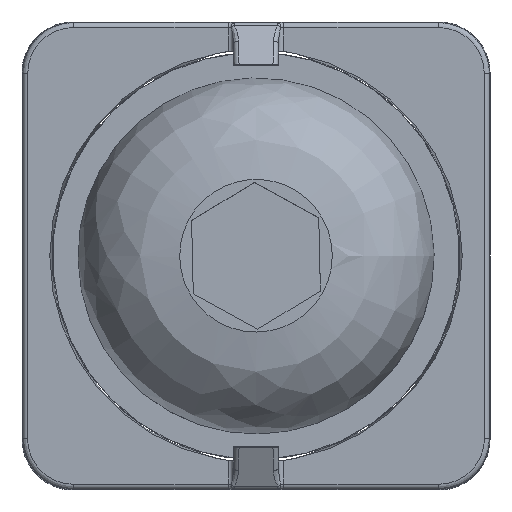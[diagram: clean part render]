
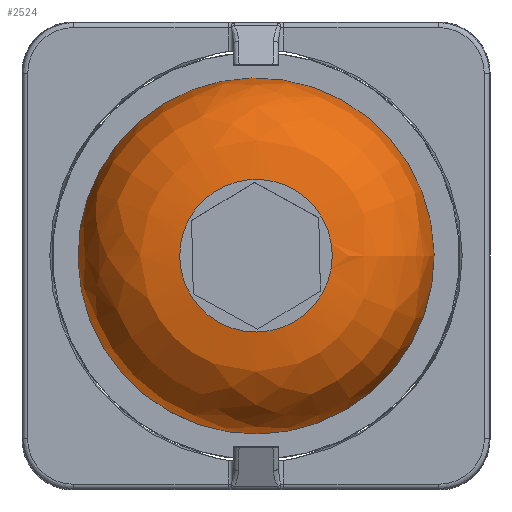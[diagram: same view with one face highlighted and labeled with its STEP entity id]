
A CAD part, top view. The second image highlights one B-rep face of the part: STEP entity #2524.
In plain terms, the highlighted free-form (B-spline) face has degree [2, 2] with [5, 9] control points.
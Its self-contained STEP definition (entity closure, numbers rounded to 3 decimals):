
#238=(
BOUNDED_SURFACE()
B_SPLINE_SURFACE(2,2,((#3758,#3759,#3760,#3761,#3762,#3763,#3764,#3765,
#3766),(#3767,#3768,#3769,#3770,#3771,#3772,#3773,#3774,#3775),(#3776,#3777,
#3778,#3779,#3780,#3781,#3782,#3783,#3784),(#3785,#3786,#3787,#3788,#3789,
#3790,#3791,#3792,#3793),(#3794,#3795,#3796,#3797,#3798,#3799,#3800,#3801,
#3802)),.UNSPECIFIED.,.F.,.T.,.F.)
B_SPLINE_SURFACE_WITH_KNOTS((3,2,3),(3,2,2,2,3),(-1.571,-0.773,
0.025),(-3.142,-1.571,0.,1.571,
3.142),.UNSPECIFIED.)
GEOMETRIC_REPRESENTATION_ITEM()
RATIONAL_B_SPLINE_SURFACE(((1.,0.707,1.,0.707,1.,
0.707,1.,0.707,1.),(0.921,0.652,
0.921,0.652,0.921,0.652,0.921,
0.652,0.921),(1.,0.707,1.,0.707,
1.,0.707,1.,0.707,1.),(0.921,0.652,
0.921,0.652,0.921,0.652,0.921,
0.652,0.921),(1.,0.707,1.,0.707,
1.,0.707,1.,0.707,1.)))
REPRESENTATION_ITEM('')
SURFACE()
);
#273=FACE_OUTER_BOUND('',#429,.T.);
#429=EDGE_LOOP('',(#1712,#1713,#1714,#1715,#1716,#1717,#1718));
#958=CIRCLE('',#2708,3.);
#959=CIRCLE('',#2709,4.001);
#960=CIRCLE('',#2710,7.);
#961=CIRCLE('',#2711,7.);
#962=CIRCLE('',#2712,7.);
#963=CIRCLE('',#2713,3.);
#1069=VERTEX_POINT('',#3803);
#1070=VERTEX_POINT('',#3804);
#1071=VERTEX_POINT('',#3806);
#1072=VERTEX_POINT('',#3808);
#1073=VERTEX_POINT('',#3810);
#1313=EDGE_CURVE('',#1069,#1070,#958,.T.);
#1314=EDGE_CURVE('',#1070,#1071,#959,.T.);
#1315=EDGE_CURVE('',#1072,#1071,#960,.T.);
#1316=EDGE_CURVE('',#1073,#1072,#961,.T.);
#1317=EDGE_CURVE('',#1071,#1073,#962,.T.);
#1318=EDGE_CURVE('',#1070,#1069,#963,.T.);
#1712=ORIENTED_EDGE('',*,*,#1313,.T.);
#1713=ORIENTED_EDGE('',*,*,#1314,.T.);
#1714=ORIENTED_EDGE('',*,*,#1315,.F.);
#1715=ORIENTED_EDGE('',*,*,#1316,.F.);
#1716=ORIENTED_EDGE('',*,*,#1317,.F.);
#1717=ORIENTED_EDGE('',*,*,#1314,.F.);
#1718=ORIENTED_EDGE('',*,*,#1318,.T.);
#2524=ADVANCED_FACE('',(#273),#238,.F.);
#2708=AXIS2_PLACEMENT_3D('',#3805,#3007,#3008);
#2709=AXIS2_PLACEMENT_3D('',#3807,#3009,#3010);
#2710=AXIS2_PLACEMENT_3D('',#3809,#3011,#3012);
#2711=AXIS2_PLACEMENT_3D('',#3811,#3013,#3014);
#2712=AXIS2_PLACEMENT_3D('',#3812,#3015,#3016);
#2713=AXIS2_PLACEMENT_3D('',#3813,#3017,#3018);
#3007=DIRECTION('center_axis',(0.,0.,-1.));
#3008=DIRECTION('ref_axis',(-1.,-0.023,0.));
#3009=DIRECTION('center_axis',(0.,1.,0.));
#3010=DIRECTION('ref_axis',(1.,0.,0.));
#3011=DIRECTION('center_axis',(0.,0.,-1.));
#3012=DIRECTION('ref_axis',(-1.,-0.023,0.));
#3013=DIRECTION('center_axis',(0.,0.,-1.));
#3014=DIRECTION('ref_axis',(-1.,-0.023,0.));
#3015=DIRECTION('center_axis',(0.,0.,-1.));
#3016=DIRECTION('ref_axis',(-1.,-0.023,0.));
#3017=DIRECTION('center_axis',(0.,0.,-1.));
#3018=DIRECTION('ref_axis',(-1.,-0.023,0.));
#3758=CARTESIAN_POINT('Ctrl Pts',(3.,0.,
6.));
#3759=CARTESIAN_POINT('Ctrl Pts',(3.,-3.,6.));
#3760=CARTESIAN_POINT('Ctrl Pts',(0.,-3.,
6.));
#3761=CARTESIAN_POINT('Ctrl Pts',(-3.,-3.,6.));
#3762=CARTESIAN_POINT('Ctrl Pts',(-3.,0.,
6.));
#3763=CARTESIAN_POINT('Ctrl Pts',(-3.,3.,6.));
#3764=CARTESIAN_POINT('Ctrl Pts',(0.,3.,
6.));
#3765=CARTESIAN_POINT('Ctrl Pts',(3.,3.,6.));
#3766=CARTESIAN_POINT('Ctrl Pts',(3.,0.,
6.));
#3767=CARTESIAN_POINT('Ctrl Pts',(4.686,0.,
6.));
#3768=CARTESIAN_POINT('Ctrl Pts',(4.686,-4.686,6.));
#3769=CARTESIAN_POINT('Ctrl Pts',(0.,-4.686,
6.));
#3770=CARTESIAN_POINT('Ctrl Pts',(-4.686,-4.686,6.));
#3771=CARTESIAN_POINT('Ctrl Pts',(-4.686,0.,
6.));
#3772=CARTESIAN_POINT('Ctrl Pts',(-4.686,4.686,6.));
#3773=CARTESIAN_POINT('Ctrl Pts',(0.,4.686,
6.));
#3774=CARTESIAN_POINT('Ctrl Pts',(4.686,4.686,6.));
#3775=CARTESIAN_POINT('Ctrl Pts',(4.686,0.,
6.));
#3776=CARTESIAN_POINT('Ctrl Pts',(5.864,0.,
4.793));
#3777=CARTESIAN_POINT('Ctrl Pts',(5.864,-5.864,4.793));
#3778=CARTESIAN_POINT('Ctrl Pts',(0.,-5.864,
4.793));
#3779=CARTESIAN_POINT('Ctrl Pts',(-5.864,-5.864,4.793));
#3780=CARTESIAN_POINT('Ctrl Pts',(-5.864,0.,
4.793));
#3781=CARTESIAN_POINT('Ctrl Pts',(-5.864,5.864,4.793));
#3782=CARTESIAN_POINT('Ctrl Pts',(0.,5.864,
4.793));
#3783=CARTESIAN_POINT('Ctrl Pts',(5.864,5.864,4.793));
#3784=CARTESIAN_POINT('Ctrl Pts',(5.864,0.,
4.793));
#3785=CARTESIAN_POINT('Ctrl Pts',(7.042,0.,
3.586));
#3786=CARTESIAN_POINT('Ctrl Pts',(7.042,-7.042,3.586));
#3787=CARTESIAN_POINT('Ctrl Pts',(0.,-7.042,
3.586));
#3788=CARTESIAN_POINT('Ctrl Pts',(-7.042,-7.042,3.586));
#3789=CARTESIAN_POINT('Ctrl Pts',(-7.042,0.,
3.586));
#3790=CARTESIAN_POINT('Ctrl Pts',(-7.042,7.042,3.586));
#3791=CARTESIAN_POINT('Ctrl Pts',(0.,7.042,
3.586));
#3792=CARTESIAN_POINT('Ctrl Pts',(7.042,7.042,3.586));
#3793=CARTESIAN_POINT('Ctrl Pts',(7.042,0.,
3.586));
#3794=CARTESIAN_POINT('Ctrl Pts',(7.,0.,
1.9));
#3795=CARTESIAN_POINT('Ctrl Pts',(7.,-7.,1.9));
#3796=CARTESIAN_POINT('Ctrl Pts',(0.,-7.,1.9));
#3797=CARTESIAN_POINT('Ctrl Pts',(-7.,-7.,1.9));
#3798=CARTESIAN_POINT('Ctrl Pts',(-7.,0.,1.9));
#3799=CARTESIAN_POINT('Ctrl Pts',(-7.,7.,1.9));
#3800=CARTESIAN_POINT('Ctrl Pts',(0.,7.,
1.9));
#3801=CARTESIAN_POINT('Ctrl Pts',(7.,7.,1.9));
#3802=CARTESIAN_POINT('Ctrl Pts',(7.,0.,
1.9));
#3803=CARTESIAN_POINT('',(-2.999,-0.068,6.));
#3804=CARTESIAN_POINT('',(3.,0.,6.));
#3805=CARTESIAN_POINT('Origin',(0.,0.,
6.));
#3806=CARTESIAN_POINT('',(7.,0.,1.9));
#3807=CARTESIAN_POINT('Origin',(3.,0.,1.999));
#3808=CARTESIAN_POINT('',(6.998,0.159,1.9));
#3809=CARTESIAN_POINT('Origin',(0.,0.,
1.9));
#3810=CARTESIAN_POINT('',(-6.998,-0.159,1.9));
#3811=CARTESIAN_POINT('Origin',(0.,0.,
1.9));
#3812=CARTESIAN_POINT('Origin',(0.,0.,
1.9));
#3813=CARTESIAN_POINT('Origin',(0.,0.,
6.));
